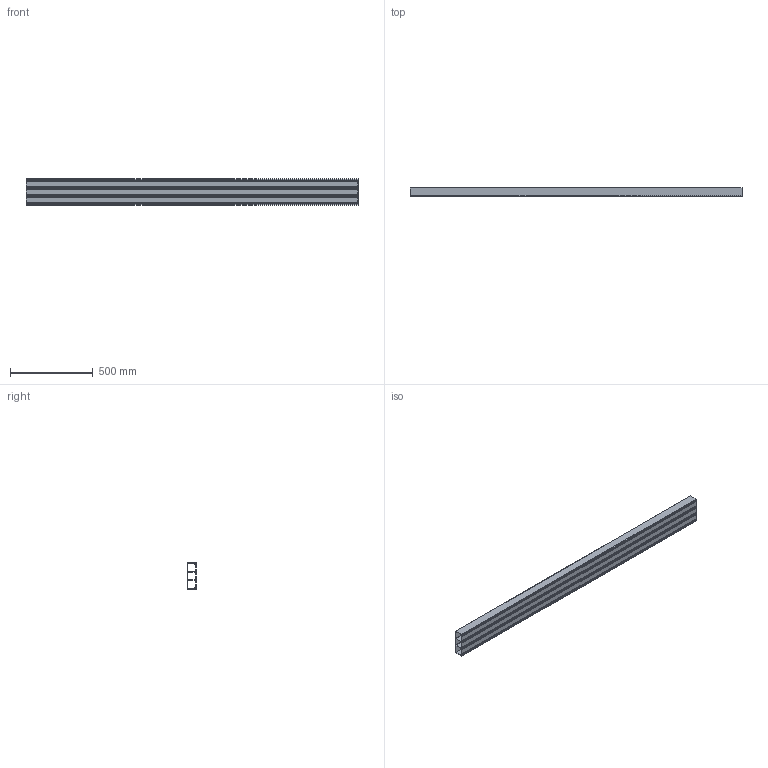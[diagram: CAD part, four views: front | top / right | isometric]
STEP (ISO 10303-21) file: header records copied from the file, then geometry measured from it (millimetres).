
FILE_DESCRIPTION (( 'STEP AP214' ), '1' );
FILE_NAME ('6116073.stp', '2016-10-06T09:42:18', ( '' ), ( '' ), 'SwSTEP 2.0', 'SolidWorks 2014', '' );
FILE_SCHEMA (( 'AUTOMOTIVE_DESIGN' ));
Length unit declared in the file: millimetre
Products named in the file (3): Bruestungskanal_53190_dreifach.1; Oberteil3; 6116073
Assembly tree (4 placements, depth 2):
  6116073
    Oberteil3  x3
    Bruestungskanal_53190_dreifach.1
Bounding box: 2000 x 53 x 160 mm (x, y, z)
Volume: 2343890.4 mm3; surface area: 2329010.4 mm2
Topology: 4 solids, 4 shells, 197 faces, 537 edges, 358 vertices
Faces by surface type: plane 121, cylinder 76
Entity records: 6212 total; most frequent: DIRECTION 809, CARTESIAN_POINT 807, ORIENTED_EDGE 786, EDGE_CURVE 393, LINE 281, VECTOR 281, AXIS2_PLACEMENT_3D 264, VERTEX_POINT 262
